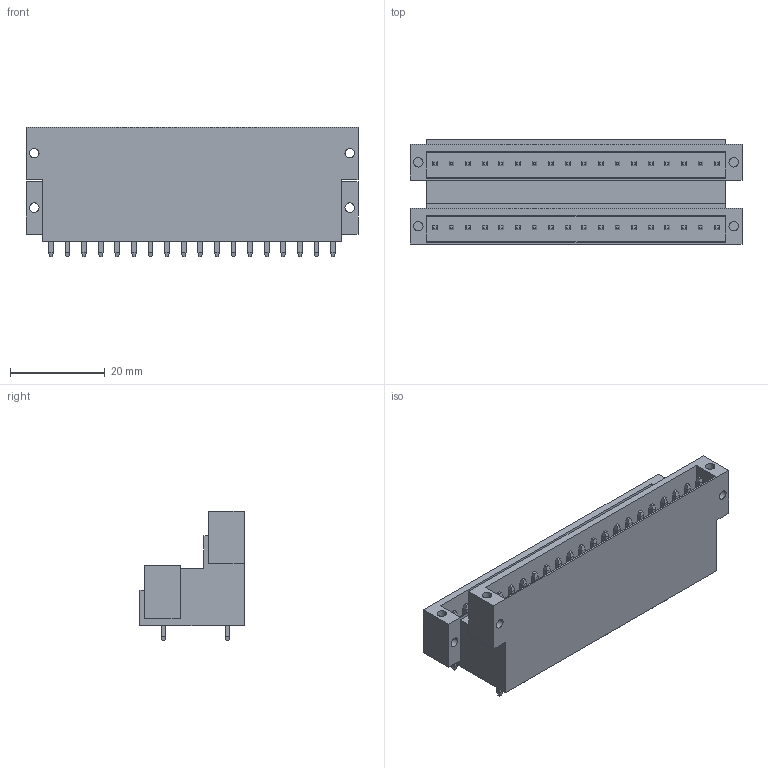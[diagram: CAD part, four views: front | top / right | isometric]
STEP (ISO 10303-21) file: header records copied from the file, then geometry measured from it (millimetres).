
FILE_DESCRIPTION(('CATIA V5 STEP Exchange','CAx-IF Rec.Pracs.--- Model Styling and Organization---1.2---2011-12-15'),'2;1');
FILE_NAME ('6650264_2_1641320000_1641320000.stp','2018-11-10T06:42:16+00:00',('none'),('Weidmueller'),'CATIA Version 5-6 Release 2014','CATIA V5 STEP AP214','none');
FILE_SCHEMA(('AUTOMOTIVE_DESIGN { 1 0 10303 214 1 1 1 1 }'));
Length unit declared in the file: millimetre
Products named in the file (1): 1641320000
Bounding box: 70 x 22 x 27.4 mm (x, y, z)
Volume: 18645.3 mm3; surface area: 14047.2 mm2
Topology: 37 solids, 37 shells, 712 faces, 1596 edges, 968 vertices
Faces by surface type: plane 688, cylinder 24
Entity records: 16651 total; most frequent: ORIENTED_EDGE 3192, CARTESIAN_POINT 3127, DIRECTION 1856, EDGE_CURVE 1596, VECTOR 1260, LINE 1260, VERTEX_POINT 968, EDGE_LOOP 802
